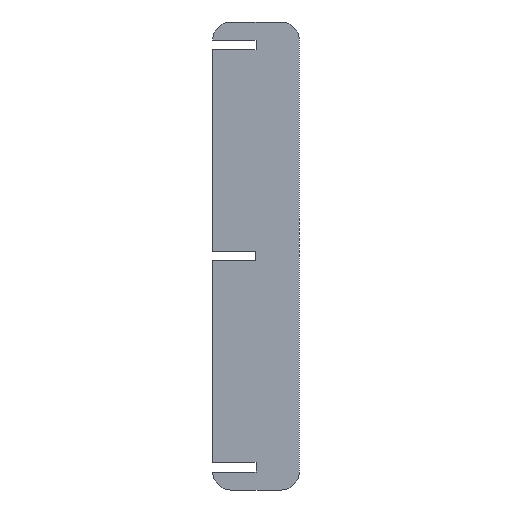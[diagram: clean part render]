
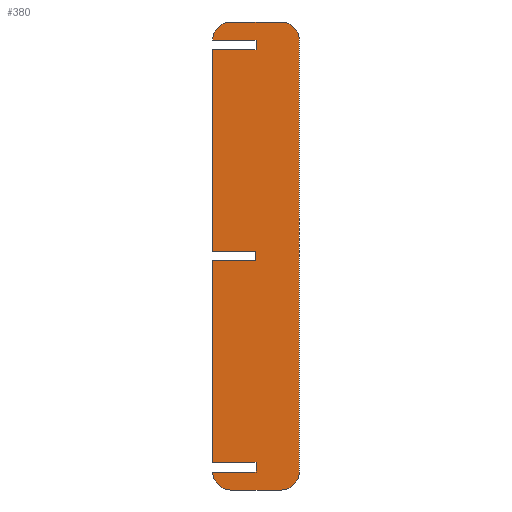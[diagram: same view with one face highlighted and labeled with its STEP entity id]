
A CAD part, front view. The second image highlights one B-rep face of the part: STEP entity #380.
In plain terms, the highlighted planar face has unit normal (0, -1, 0).
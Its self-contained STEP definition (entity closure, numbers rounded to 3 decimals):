
#23=CIRCLE('',#424,5.);
#24=CIRCLE('',#426,5.);
#25=CIRCLE('',#427,5.);
#26=CIRCLE('',#428,5.);
#34=FACE_OUTER_BOUND('',#54,.T.);
#54=EDGE_LOOP('',(#291,#292,#293,#294,#295,#296,#297,#298,#299,#300,#301,
#302,#303,#304,#305,#306,#307,#308));
#67=LINE('',#549,#113);
#71=LINE('',#558,#117);
#75=LINE('',#565,#121);
#77=LINE('',#569,#123);
#82=LINE('',#578,#128);
#94=LINE('',#613,#140);
#95=LINE('',#615,#141);
#96=LINE('',#616,#142);
#97=LINE('',#618,#143);
#98=LINE('',#622,#144);
#99=LINE('',#626,#145);
#100=LINE('',#630,#146);
#101=LINE('',#632,#147);
#102=LINE('',#633,#148);
#113=VECTOR('',#445,10.);
#117=VECTOR('',#451,10.);
#121=VECTOR('',#457,10.);
#123=VECTOR('',#461,10.);
#128=VECTOR('',#468,10.);
#140=VECTOR('',#496,10.);
#141=VECTOR('',#497,10.);
#142=VECTOR('',#498,10.);
#143=VECTOR('',#499,10.);
#144=VECTOR('',#502,10.);
#145=VECTOR('',#505,10.);
#146=VECTOR('',#508,10.);
#147=VECTOR('',#509,10.);
#148=VECTOR('',#510,10.);
#159=VERTEX_POINT('',#547);
#160=VERTEX_POINT('',#548);
#163=VERTEX_POINT('',#556);
#164=VERTEX_POINT('',#557);
#167=VERTEX_POINT('',#568);
#170=VERTEX_POINT('',#576);
#183=VERTEX_POINT('',#606);
#184=VERTEX_POINT('',#608);
#185=VERTEX_POINT('',#612);
#186=VERTEX_POINT('',#614);
#187=VERTEX_POINT('',#617);
#188=VERTEX_POINT('',#619);
#189=VERTEX_POINT('',#621);
#190=VERTEX_POINT('',#623);
#191=VERTEX_POINT('',#625);
#192=VERTEX_POINT('',#627);
#193=VERTEX_POINT('',#629);
#194=VERTEX_POINT('',#631);
#195=EDGE_CURVE('',#159,#160,#67,.T.);
#199=EDGE_CURVE('',#163,#164,#71,.T.);
#203=EDGE_CURVE('',#164,#159,#75,.T.);
#205=EDGE_CURVE('',#163,#167,#77,.T.);
#210=EDGE_CURVE('',#170,#160,#82,.T.);
#225=EDGE_CURVE('',#183,#184,#23,.T.);
#227=EDGE_CURVE('',#170,#185,#94,.T.);
#228=EDGE_CURVE('',#185,#186,#95,.T.);
#229=EDGE_CURVE('',#186,#184,#96,.T.);
#230=EDGE_CURVE('',#187,#183,#97,.T.);
#231=EDGE_CURVE('',#188,#187,#24,.T.);
#232=EDGE_CURVE('',#189,#188,#98,.T.);
#233=EDGE_CURVE('',#190,#189,#25,.T.);
#234=EDGE_CURVE('',#191,#190,#99,.T.);
#235=EDGE_CURVE('',#192,#191,#26,.T.);
#236=EDGE_CURVE('',#192,#193,#100,.T.);
#237=EDGE_CURVE('',#193,#194,#101,.T.);
#238=EDGE_CURVE('',#194,#167,#102,.T.);
#291=ORIENTED_EDGE('',*,*,#195,.T.);
#292=ORIENTED_EDGE('',*,*,#210,.F.);
#293=ORIENTED_EDGE('',*,*,#227,.T.);
#294=ORIENTED_EDGE('',*,*,#228,.T.);
#295=ORIENTED_EDGE('',*,*,#229,.T.);
#296=ORIENTED_EDGE('',*,*,#225,.F.);
#297=ORIENTED_EDGE('',*,*,#230,.F.);
#298=ORIENTED_EDGE('',*,*,#231,.F.);
#299=ORIENTED_EDGE('',*,*,#232,.F.);
#300=ORIENTED_EDGE('',*,*,#233,.F.);
#301=ORIENTED_EDGE('',*,*,#234,.F.);
#302=ORIENTED_EDGE('',*,*,#235,.F.);
#303=ORIENTED_EDGE('',*,*,#236,.T.);
#304=ORIENTED_EDGE('',*,*,#237,.T.);
#305=ORIENTED_EDGE('',*,*,#238,.T.);
#306=ORIENTED_EDGE('',*,*,#205,.F.);
#307=ORIENTED_EDGE('',*,*,#199,.T.);
#308=ORIENTED_EDGE('',*,*,#203,.T.);
#363=PLANE('',#425);
#380=ADVANCED_FACE('',(#34),#363,.F.);
#424=AXIS2_PLACEMENT_3D('',#609,#491,#492);
#425=AXIS2_PLACEMENT_3D('',#611,#494,#495);
#426=AXIS2_PLACEMENT_3D('',#620,#500,#501);
#427=AXIS2_PLACEMENT_3D('',#624,#503,#504);
#428=AXIS2_PLACEMENT_3D('',#628,#506,#507);
#445=DIRECTION('',(-1.,0.,0.));
#451=DIRECTION('',(1.,0.,0.));
#457=DIRECTION('',(0.,0.,-1.));
#461=DIRECTION('',(0.,0.,1.));
#468=DIRECTION('',(0.,0.,1.));
#491=DIRECTION('center_axis',(0.,1.,0.));
#492=DIRECTION('ref_axis',(-0.707,0.,-0.707));
#494=DIRECTION('center_axis',(0.,1.,0.));
#495=DIRECTION('ref_axis',(0.,0.,1.));
#496=DIRECTION('',(1.,0.,0.));
#497=DIRECTION('',(0.,0.,-1.));
#498=DIRECTION('',(-1.,0.,0.));
#499=DIRECTION('',(-1.,0.,0.));
#500=DIRECTION('center_axis',(0.,1.,0.));
#501=DIRECTION('ref_axis',(0.707,0.,-0.707));
#502=DIRECTION('',(0.,0.,-1.));
#503=DIRECTION('center_axis',(0.,1.,0.));
#504=DIRECTION('ref_axis',(0.707,0.,0.707));
#505=DIRECTION('',(1.,0.,0.));
#506=DIRECTION('center_axis',(0.,1.,0.));
#507=DIRECTION('ref_axis',(-0.707,0.,0.707));
#508=DIRECTION('',(1.,0.,0.));
#509=DIRECTION('',(0.,0.,-1.));
#510=DIRECTION('',(-1.,0.,0.));
#547=CARTESIAN_POINT('',(-12.,0.,-66.35));
#548=CARTESIAN_POINT('',(-24.,0.,-66.35));
#549=CARTESIAN_POINT('',(-18.,0.,-66.35));
#556=CARTESIAN_POINT('',(-24.,0.,-63.65));
#557=CARTESIAN_POINT('',(-12.,0.,-63.65));
#558=CARTESIAN_POINT('',(-12.,0.,-63.65));
#565=CARTESIAN_POINT('',(-12.,0.,-65.675));
#568=CARTESIAN_POINT('',(-24.,0.,-7.7));
#569=CARTESIAN_POINT('',(-24.,0.,-130.));
#576=CARTESIAN_POINT('',(-24.,0.,-122.3));
#578=CARTESIAN_POINT('',(-24.,0.,-130.));
#606=CARTESIAN_POINT('',(-19.,0.,-130.));
#608=CARTESIAN_POINT('',(-24.,0.,-125.));
#609=CARTESIAN_POINT('Origin',(-19.,0.,-125.));
#611=CARTESIAN_POINT('Origin',(-12.,0.,-65.));
#612=CARTESIAN_POINT('',(-12.,0.,-122.3));
#613=CARTESIAN_POINT('',(-12.,0.,-122.3));
#614=CARTESIAN_POINT('',(-12.,0.,-125.));
#615=CARTESIAN_POINT('',(-12.,0.,-95.));
#616=CARTESIAN_POINT('',(-18.,0.,-125.));
#617=CARTESIAN_POINT('',(-5.,0.,-130.));
#618=CARTESIAN_POINT('',(0.,0.,-130.));
#619=CARTESIAN_POINT('',(0.,0.,-125.));
#620=CARTESIAN_POINT('Origin',(-5.,0.,-125.));
#621=CARTESIAN_POINT('',(0.,0.,-5.));
#622=CARTESIAN_POINT('',(0.,0.,0.));
#623=CARTESIAN_POINT('',(-5.,0.,0.));
#624=CARTESIAN_POINT('Origin',(-5.,0.,-5.));
#625=CARTESIAN_POINT('',(-19.,0.,0.));
#626=CARTESIAN_POINT('',(-24.,0.,0.));
#627=CARTESIAN_POINT('',(-24.,0.,-5.));
#628=CARTESIAN_POINT('Origin',(-19.,0.,-5.));
#629=CARTESIAN_POINT('',(-12.,0.,-5.));
#630=CARTESIAN_POINT('',(-12.,0.,-5.));
#631=CARTESIAN_POINT('',(-12.,0.,-7.7));
#632=CARTESIAN_POINT('',(-12.,0.,-36.35));
#633=CARTESIAN_POINT('',(-18.,0.,-7.7));
